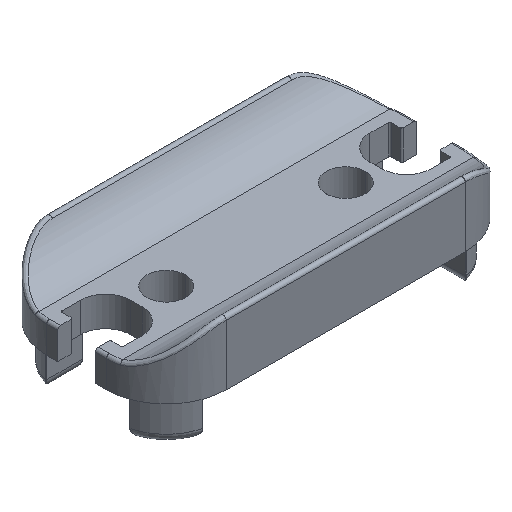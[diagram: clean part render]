
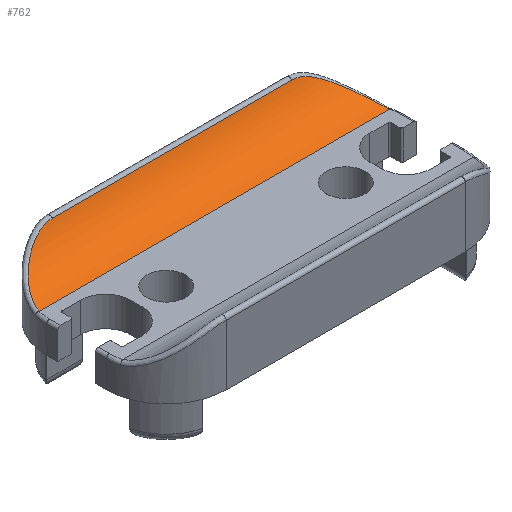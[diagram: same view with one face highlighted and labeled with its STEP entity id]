
A CAD part, isometric view. The second image highlights one B-rep face of the part: STEP entity #762.
In plain terms, the highlighted cylindrical face has radius 10.2 mm (diameter 20.4 mm), a partial arc.
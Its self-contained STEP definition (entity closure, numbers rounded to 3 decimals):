
#762 = ADVANCED_FACE ( 'NONE', ( #2947 ), #2941, .F. ) ;
#803 = CARTESIAN_POINT ( 'NONE',  ( -1793.839, 2021.416, 10.307 ) ) ;
#804 = CARTESIAN_POINT ( 'NONE',  ( -1803.102, 2014.37, 5. ) ) ;
#837 = CARTESIAN_POINT ( 'NONE',  ( -1744.576, 2014.37, 5. ) ) ;
#839 = CARTESIAN_POINT ( 'NONE',  ( -1753.839, 2021.416, 10.307 ) ) ;
#1239 = CARTESIAN_POINT ( 'NONE',  ( -1793.839, 2021.416, 10.307 ) ) ;
#1240 = CARTESIAN_POINT ( 'NONE',  ( -1794.42, 2021.416, 10.307 ) ) ;
#1245 = CARTESIAN_POINT ( 'NONE',  ( -1803.839, 2014.37, 5. ) ) ;
#1247 = CARTESIAN_POINT ( 'NONE',  ( -1794.98, 2021.366, 10.207 ) ) ;
#1248 = CARTESIAN_POINT ( 'NONE',  ( -1796.07, 2021.179, 9.871 ) ) ;
#1249 = CARTESIAN_POINT ( 'NONE',  ( -1796.578, 2021.046, 9.643 ) ) ;
#1250 = CARTESIAN_POINT ( 'NONE',  ( -1797.548, 2020.712, 9.137 ) ) ;
#1251 = CARTESIAN_POINT ( 'NONE',  ( -1798.012, 2020.51, 8.855 ) ) ;
#1252 = CARTESIAN_POINT ( 'NONE',  ( -1798.887, 2020.047, 8.285 ) ) ;
#1253 = CARTESIAN_POINT ( 'NONE',  ( -1799.3, 2019.786, 7.995 ) ) ;
#1254 = CARTESIAN_POINT ( 'NONE',  ( -1800.086, 2019.199, 7.422 ) ) ;
#1255 = CARTESIAN_POINT ( 'NONE',  ( -1800.46, 2018.874, 7.137 ) ) ;
#1256 = CARTESIAN_POINT ( 'NONE',  ( -1801.165, 2018.147, 6.588 ) ) ;
#1257 = CARTESIAN_POINT ( 'NONE',  ( -1801.489, 2017.754, 6.329 ) ) ;
#1258 = CARTESIAN_POINT ( 'NONE',  ( -1801.929, 2017.114, 5.972 ) ) ;
#1259 = CARTESIAN_POINT ( 'NONE',  ( -1802.068, 2016.893, 5.859 ) ) ;
#1260 = CARTESIAN_POINT ( 'NONE',  ( -1802.33, 2016.431, 5.644 ) ) ;
#1261 = CARTESIAN_POINT ( 'NONE',  ( -1802.453, 2016.189, 5.542 ) ) ;
#1262 = CARTESIAN_POINT ( 'NONE',  ( -1802.789, 2015.444, 5.263 ) ) ;
#1263 = CARTESIAN_POINT ( 'NONE',  ( -1802.97, 2014.922, 5.111 ) ) ;
#1264 = CARTESIAN_POINT ( 'NONE',  ( -1803.102, 2014.37, 5. ) ) ;
#1265 = DIRECTION ( 'NONE',  ( 1., 0., 0. ) ) ;
#1271 = CARTESIAN_POINT ( 'NONE',  ( -1803.839, 2021.416, 10.307 ) ) ;
#1272 = DIRECTION ( 'NONE',  ( -1., 0., 0. ) ) ;
#1372 = LINE ( 'NONE', #1245, #1481 ) ;
#1460 = LINE ( 'NONE', #1271, #1474 ) ;
#1474 = VECTOR ( 'NONE', #1272, 1000. ) ;
#1481 = VECTOR ( 'NONE', #1265, 1000. ) ;
#1645 = CARTESIAN_POINT ( 'NONE',  ( -1803.839, 2012.36, 15. ) ) ;
#1650 = DIRECTION ( 'NONE',  ( 1., 0., 0. ) ) ;
#1658 = DIRECTION ( 'NONE',  ( 0., 0., -1. ) ) ;
#1822 = CARTESIAN_POINT ( 'NONE',  ( -1744.576, 2014.37, 5. ) ) ;
#1823 = CARTESIAN_POINT ( 'NONE',  ( -1744.708, 2014.922, 5.111 ) ) ;
#1829 = CARTESIAN_POINT ( 'NONE',  ( -1744.889, 2015.444, 5.263 ) ) ;
#1830 = CARTESIAN_POINT ( 'NONE',  ( -1745.225, 2016.189, 5.542 ) ) ;
#1831 = CARTESIAN_POINT ( 'NONE',  ( -1745.349, 2016.431, 5.644 ) ) ;
#1832 = CARTESIAN_POINT ( 'NONE',  ( -1745.61, 2016.893, 5.859 ) ) ;
#1833 = CARTESIAN_POINT ( 'NONE',  ( -1745.749, 2017.114, 5.972 ) ) ;
#1834 = CARTESIAN_POINT ( 'NONE',  ( -1746.189, 2017.754, 6.329 ) ) ;
#1835 = CARTESIAN_POINT ( 'NONE',  ( -1746.513, 2018.147, 6.588 ) ) ;
#1836 = CARTESIAN_POINT ( 'NONE',  ( -1747.219, 2018.874, 7.137 ) ) ;
#1837 = CARTESIAN_POINT ( 'NONE',  ( -1747.592, 2019.199, 7.422 ) ) ;
#1838 = CARTESIAN_POINT ( 'NONE',  ( -1748.379, 2019.786, 7.995 ) ) ;
#1839 = CARTESIAN_POINT ( 'NONE',  ( -1748.792, 2020.047, 8.285 ) ) ;
#1840 = CARTESIAN_POINT ( 'NONE',  ( -1749.667, 2020.51, 8.855 ) ) ;
#1841 = CARTESIAN_POINT ( 'NONE',  ( -1750.131, 2020.712, 9.137 ) ) ;
#1842 = CARTESIAN_POINT ( 'NONE',  ( -1751.1, 2021.046, 9.643 ) ) ;
#1843 = CARTESIAN_POINT ( 'NONE',  ( -1751.609, 2021.179, 9.871 ) ) ;
#1844 = CARTESIAN_POINT ( 'NONE',  ( -1752.699, 2021.366, 10.207 ) ) ;
#1845 = CARTESIAN_POINT ( 'NONE',  ( -1753.259, 2021.416, 10.307 ) ) ;
#1846 = CARTESIAN_POINT ( 'NONE',  ( -1753.839, 2021.416, 10.307 ) ) ;
#2062 = B_SPLINE_CURVE_WITH_KNOTS ( 'NONE', 3,
 ( #1239, #1240, #1247, #1248, #1249, #1250, #1251, #1252, #1253, #1254, #1255, #1256, #1257, #1258, #1259, #1260, #1261, #1262, #1263, #1264 ),
 .UNSPECIFIED., .F., .F.,
 ( 4, 2, 2, 2, 2, 2, 2, 2, 2, 4 ),
 ( 0., 0.002, 0.003, 0.005, 0.007, 0.009, 0.01, 0.011, 0.012, 0.014 ),
 .UNSPECIFIED. ) ;
#2063 = B_SPLINE_CURVE_WITH_KNOTS ( 'NONE', 3,
 ( #1822, #1823, #1829, #1830, #1831, #1832, #1833, #1834, #1835, #1836, #1837, #1838, #1839, #1840, #1841, #1842, #1843, #1844, #1845, #1846 ),
 .UNSPECIFIED., .F., .F.,
 ( 4, 2, 2, 2, 2, 2, 2, 2, 2, 4 ),
 ( 0., 0.002, 0.003, 0.003, 0.005, 0.007, 0.009, 0.01, 0.012, 0.014 ),
 .UNSPECIFIED. ) ;
#2270 = AXIS2_PLACEMENT_3D ( 'NONE', #1645, #1650, #1658 ) ;
#2941 = CYLINDRICAL_SURFACE ( 'NONE', #2270, 10.2 ) ;
#2947 = FACE_OUTER_BOUND ( 'NONE', #3395, .T. ) ;
#3208 = VERTEX_POINT ( 'NONE', #803 ) ;
#3209 = VERTEX_POINT ( 'NONE', #804 ) ;
#3246 = VERTEX_POINT ( 'NONE', #837 ) ;
#3248 = VERTEX_POINT ( 'NONE', #839 ) ;
#3395 = EDGE_LOOP ( 'NONE', ( #3643, #3644, #3645, #3646 ) ) ;
#3643 = ORIENTED_EDGE ( 'NONE', *, *, #4196, .T. ) ;
#3644 = ORIENTED_EDGE ( 'NONE', *, *, #4191, .T. ) ;
#3645 = ORIENTED_EDGE ( 'NONE', *, *, #4193, .T. ) ;
#3646 = ORIENTED_EDGE ( 'NONE', *, *, #4227, .T. ) ;
#4191 = EDGE_CURVE ( 'NONE', #3208, #3209, #2062, .T. ) ;
#4193 = EDGE_CURVE ( 'NONE', #3209, #3246, #1372, .T. ) ;
#4196 = EDGE_CURVE ( 'NONE', #3248, #3208, #1460, .T. ) ;
#4227 = EDGE_CURVE ( 'NONE', #3246, #3248, #2063, .T. ) ;
